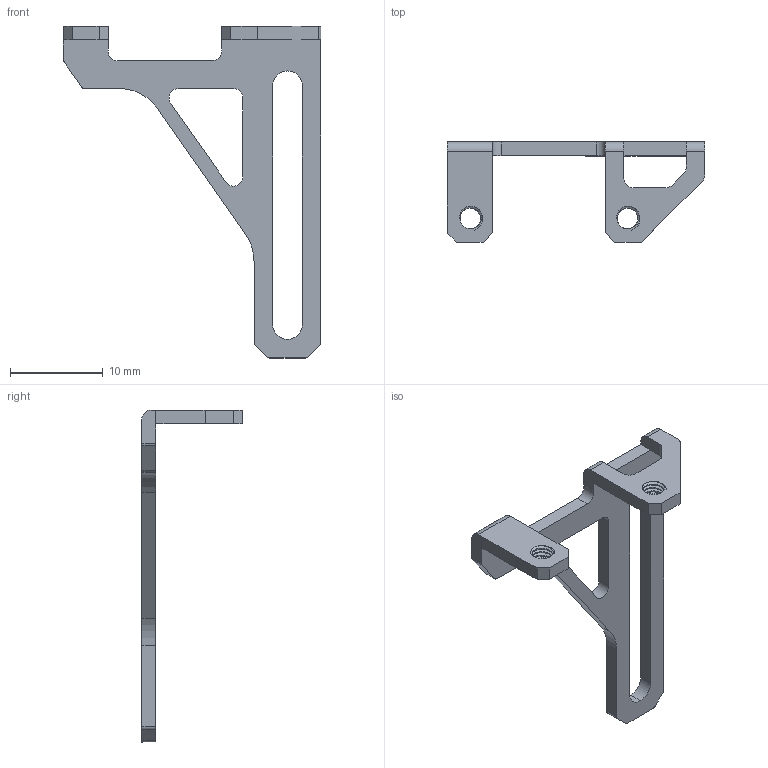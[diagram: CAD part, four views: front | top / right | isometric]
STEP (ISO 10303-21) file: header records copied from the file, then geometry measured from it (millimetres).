
FILE_DESCRIPTION (( 'STEP AP214' ), '1' );
FILE_NAME ('3010180214 microprobe B1 H2 Bx 支架 黑色喷砂氧化AL6061', '2022-09-23T09:14:56', ( '' ), ( '' ), 'SwSTEP 2.0', 'SolidWorks 2019', '' );
FILE_SCHEMA (( 'AUTOMOTIVE_DESIGN' ));
Length unit declared in the file: millimetre
Products named in the file (1): 3010180214 microprobe B1 H2 Bx 支架  黑色喷砂氧化AL6061钣金件L6061_ó_e_tL6061_¨__e_t
Bounding box: 27.76 x 10.8 x 35.74 mm (x, y, z)
Volume: 573.2 mm3; surface area: 1199.9 mm2
Topology: 1 solids, 1 shells, 84 faces, 249 edges, 165 vertices
Faces by surface type: cylinder 41, plane 37, bspline 6
Entity records: 7225 total; most frequent: CARTESIAN_POINT 5007, ORIENTED_EDGE 498, DIRECTION 413, EDGE_CURVE 249, VERTEX_POINT 165, VECTOR 147, LINE 147, AXIS2_PLACEMENT_3D 133
